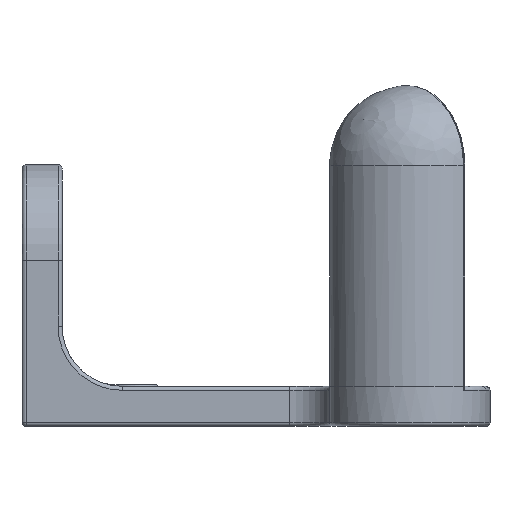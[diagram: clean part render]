
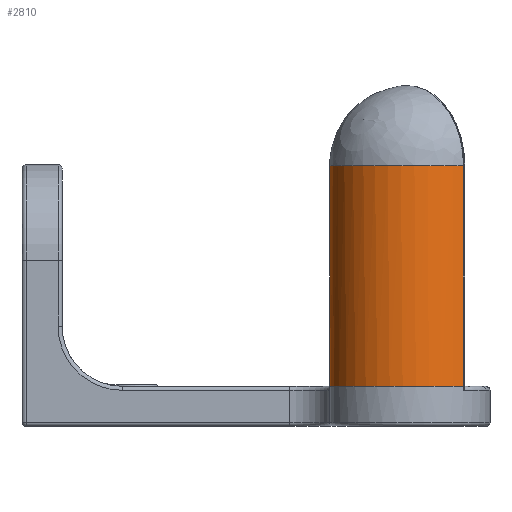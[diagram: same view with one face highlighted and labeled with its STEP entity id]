
A CAD part, left-side view. The second image highlights one B-rep face of the part: STEP entity #2810.
In plain terms, the highlighted cylindrical face has radius 10 mm (diameter 20 mm), a partial arc.
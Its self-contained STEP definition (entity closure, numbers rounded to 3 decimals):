
#281=FACE_OUTER_BOUND('',#481,.T.);
#481=EDGE_LOOP('',(#2452,#2453,#2454,#2455,#2456,#2457,#2458,#2459));
#543=CIRCLE('',#2904,10.);
#744=CIRCLE('',#3215,10.);
#745=CIRCLE('',#3217,10.);
#808=B_SPLINE_CURVE_WITH_KNOTS('',3,(#4860,#4861,#4862,#4863),
 .UNSPECIFIED.,.F.,.F.,(4,4),(0.287,0.294),
 .UNSPECIFIED.);
#809=B_SPLINE_CURVE_WITH_KNOTS('',3,(#4869,#4870,#4871,#4872,#4873,#4874),
 .UNSPECIFIED.,.F.,.F.,(4,2,4),(0.607,0.746,0.898),
 .UNSPECIFIED.);
#932=LINE('',#5904,#1042);
#933=LINE('',#5913,#1043);
#936=LINE('',#5940,#1046);
#1042=VECTOR('',#4071,10.);
#1043=VECTOR('',#4082,10.);
#1046=VECTOR('',#4095,10.);
#1116=VERTEX_POINT('',#4716);
#1117=VERTEX_POINT('',#4718);
#1158=VERTEX_POINT('',#4859);
#1160=VERTEX_POINT('',#4868);
#1305=VERTEX_POINT('',#5902);
#1306=VERTEX_POINT('',#5906);
#1308=VERTEX_POINT('',#5912);
#1311=VERTEX_POINT('',#5938);
#1401=EDGE_CURVE('',#1116,#1117,#543,.T.);
#1452=EDGE_CURVE('',#1116,#1158,#808,.T.);
#1455=EDGE_CURVE('',#1158,#1160,#809,.T.);
#1701=EDGE_CURVE('',#1117,#1305,#932,.T.);
#1705=EDGE_CURVE('',#1306,#1308,#933,.T.);
#1711=EDGE_CURVE('',#1311,#1308,#744,.T.);
#1712=EDGE_CURVE('',#1311,#1160,#936,.T.);
#1713=EDGE_CURVE('',#1305,#1306,#745,.T.);
#2452=ORIENTED_EDGE('',*,*,#1705,.F.);
#2453=ORIENTED_EDGE('',*,*,#1713,.F.);
#2454=ORIENTED_EDGE('',*,*,#1701,.F.);
#2455=ORIENTED_EDGE('',*,*,#1401,.F.);
#2456=ORIENTED_EDGE('',*,*,#1452,.T.);
#2457=ORIENTED_EDGE('',*,*,#1455,.T.);
#2458=ORIENTED_EDGE('',*,*,#1712,.F.);
#2459=ORIENTED_EDGE('',*,*,#1711,.T.);
#2663=CYLINDRICAL_SURFACE('',#3219,10.);
#2810=ADVANCED_FACE('',(#281),#2663,.T.);
#2904=AXIS2_PLACEMENT_3D('',#4719,#3386,#3387);
#3215=AXIS2_PLACEMENT_3D('',#5939,#4093,#4094);
#3217=AXIS2_PLACEMENT_3D('',#5942,#4098,#4099);
#3219=AXIS2_PLACEMENT_3D('',#5945,#4102,#4103);
#3386=DIRECTION('center_axis',(0.,0.,
-1.));
#3387=DIRECTION('ref_axis',(1.,0.,0.));
#4071=DIRECTION('',(0.,0.,1.));
#4082=DIRECTION('',(0.,0.,-1.));
#4093=DIRECTION('center_axis',(0.,0.,
1.));
#4094=DIRECTION('ref_axis',(1.,0.,0.));
#4095=DIRECTION('',(0.,0.,-1.));
#4098=DIRECTION('center_axis',(0.,0.,
1.));
#4099=DIRECTION('ref_axis',(-1.,0.,0.));
#4102=DIRECTION('center_axis',(0.,0.,1.));
#4103=DIRECTION('ref_axis',(0.407,0.913,0.));
#4716=CARTESIAN_POINT('',(-16.881,-7.688,51.5));
#4718=CARTESIAN_POINT('',(-13.311,-9.756,51.5));
#4719=CARTESIAN_POINT('Origin',(-20.,-17.189,51.5));
#4859=CARTESIAN_POINT('',(-17.,-7.65,51.498));
#4860=CARTESIAN_POINT('Ctrl Pts',(-16.881,-7.688,51.5));
#4861=CARTESIAN_POINT('Ctrl Pts',(-16.921,-7.675,51.5));
#4862=CARTESIAN_POINT('Ctrl Pts',(-16.96,-7.663,51.499));
#4863=CARTESIAN_POINT('Ctrl Pts',(-17.,-7.65,51.498));
#4868=CARTESIAN_POINT('',(-20.,-7.189,51.));
#4869=CARTESIAN_POINT('Ctrl Pts',(-17.,-7.65,51.498));
#4870=CARTESIAN_POINT('Ctrl Pts',(-17.448,-7.509,51.487));
#4871=CARTESIAN_POINT('Ctrl Pts',(-17.936,-7.392,51.419));
#4872=CARTESIAN_POINT('Ctrl Pts',(-18.964,-7.228,51.233));
#4873=CARTESIAN_POINT('Ctrl Pts',(-19.505,-7.189,51.111));
#4874=CARTESIAN_POINT('Ctrl Pts',(-20.,-7.189,51.));
#5902=CARTESIAN_POINT('',(-13.311,-9.756,79.));
#5904=CARTESIAN_POINT('',(-13.311,-9.756,48.5));
#5906=CARTESIAN_POINT('',(-27.433,-23.878,79.));
#5912=CARTESIAN_POINT('',(-27.433,-23.878,51.5));
#5913=CARTESIAN_POINT('',(-27.433,-23.878,48.5));
#5938=CARTESIAN_POINT('',(-20.,-7.189,51.5));
#5939=CARTESIAN_POINT('Origin',(-20.,-17.189,51.5));
#5940=CARTESIAN_POINT('',(-20.,-7.189,51.5));
#5942=CARTESIAN_POINT('Origin',(-20.,-17.189,79.));
#5945=CARTESIAN_POINT('Origin',(-20.,-17.189,48.5));
